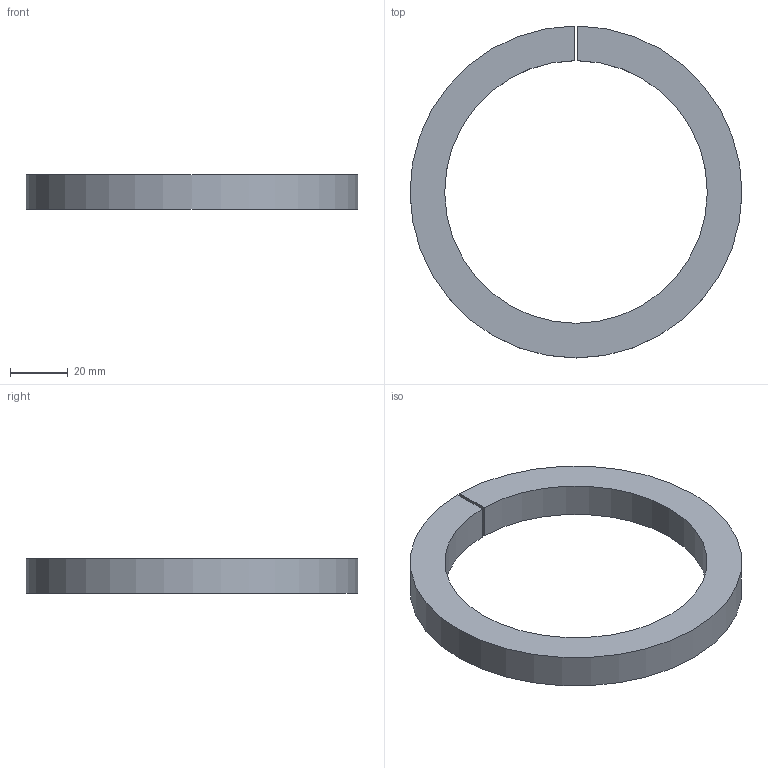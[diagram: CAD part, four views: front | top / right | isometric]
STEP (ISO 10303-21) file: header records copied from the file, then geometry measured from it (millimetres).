
FILE_DESCRIPTION (( 'STEP AP203' ), '1' );
FILE_NAME ('5635-115.step', '2020-05-14T11:26:29', ( '' ), ( '' ), 'SwSTEP 2.0', 'SolidWorks 2015', '' );
FILE_SCHEMA (( 'CONFIG_CONTROL_DESIGN' ));
Length unit declared in the file: millimetre
Products named in the file (1): 5635-115
Bounding box: 115 x 115 x 12 mm (x, y, z)
Volume: 46451.9 mm3; surface area: 15777.2 mm2
Topology: 1 solids, 1 shells, 215 faces, 579 edges, 386 vertices
Faces by surface type: plane 118, bspline 95, cylinder 2
Entity records: 11560 total; most frequent: CARTESIAN_POINT 6732, ORIENTED_EDGE 1158, DIRECTION 635, EDGE_CURVE 579, VERTEX_POINT 386, LINE 385, VECTOR 385, EDGE_LOOP 235
